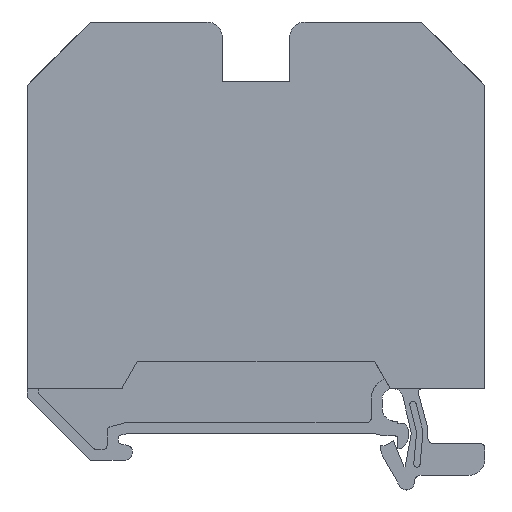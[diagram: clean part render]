
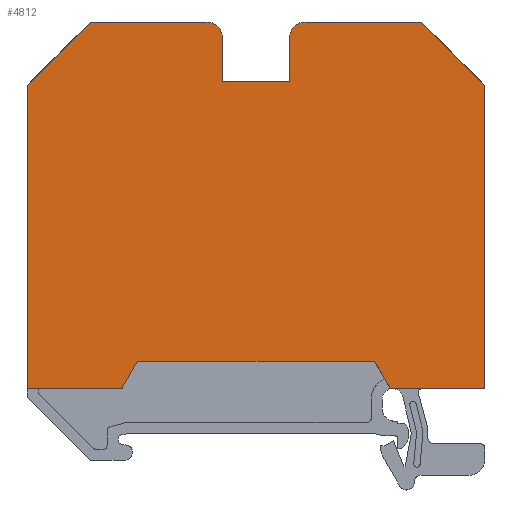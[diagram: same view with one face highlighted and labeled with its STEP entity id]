
A CAD part, left-side view. The second image highlights one B-rep face of the part: STEP entity #4812.
In plain terms, the highlighted planar face has unit normal (-1, 0, 0).
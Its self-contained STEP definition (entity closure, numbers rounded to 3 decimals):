
#3714=AXIS2_PLACEMENT_3D('Circle Axis2P3D',#3712,#3713,$) ;
#4043=AXIS2_PLACEMENT_3D('Circle Axis2P3D',#4041,#4042,$) ;
#4729=AXIS2_PLACEMENT_3D('Plane Axis2P3D',#4726,#4727,#4728) ;
#4745=AXIS2_PLACEMENT_3D('Circle Axis2P3D',#4743,#4744,$) ;
#4759=AXIS2_PLACEMENT_3D('Circle Axis2P3D',#4757,#4758,$) ;
#4773=AXIS2_PLACEMENT_3D('Circle Axis2P3D',#4771,#4772,$) ;
#4787=AXIS2_PLACEMENT_3D('Circle Axis2P3D',#4785,#4786,$) ;
#1896=CARTESIAN_POINT('Vertex',(0.,0.,12.85)) ;
#1899=CARTESIAN_POINT('Line Origine',(0.,5.932,12.85)) ;
#1903=CARTESIAN_POINT('Vertex',(0.,11.864,12.85)) ;
#2672=CARTESIAN_POINT('Vertex',(0.,0.,51.35)) ;
#2675=CARTESIAN_POINT('Line Origine',(0.,0.,32.1)) ;
#3058=CARTESIAN_POINT('Vertex',(0.,58.,12.85)) ;
#3061=CARTESIAN_POINT('Line Origine',(0.,58.,32.1)) ;
#3065=CARTESIAN_POINT('Vertex',(0.,58.,51.35)) ;
#3319=CARTESIAN_POINT('Line Origine',(0.,54.,55.35)) ;
#3323=CARTESIAN_POINT('Vertex',(0.,50.,59.35)) ;
#3661=CARTESIAN_POINT('Line Origine',(0.,42.625,59.35)) ;
#3665=CARTESIAN_POINT('Vertex',(0.,35.25,59.35)) ;
#3712=CARTESIAN_POINT('Axis2P3D Location',(0.,35.25,57.35)) ;
#3716=CARTESIAN_POINT('Vertex',(0.,33.25,57.35)) ;
#3745=CARTESIAN_POINT('Line Origine',(0.,33.25,54.6)) ;
#3749=CARTESIAN_POINT('Vertex',(0.,33.25,51.85)) ;
#3998=CARTESIAN_POINT('Vertex',(0.,24.75,51.85)) ;
#4001=CARTESIAN_POINT('Line Origine',(0.,24.75,54.6)) ;
#4005=CARTESIAN_POINT('Vertex',(0.,24.75,57.35)) ;
#4041=CARTESIAN_POINT('Axis2P3D Location',(0.,22.75,57.35)) ;
#4045=CARTESIAN_POINT('Vertex',(0.,22.75,59.35)) ;
#4069=CARTESIAN_POINT('Line Origine',(0.,15.375,59.35)) ;
#4073=CARTESIAN_POINT('Vertex',(0.,8.,59.35)) ;
#4139=CARTESIAN_POINT('Line Origine',(0.,4.,55.35)) ;
#4726=CARTESIAN_POINT('Axis2P3D Location',(0.,29.,6.85)) ;
#4731=CARTESIAN_POINT('Line Origine',(0.,29.,51.85)) ;
#4736=CARTESIAN_POINT('Line Origine',(0.,52.068,12.85)) ;
#4740=CARTESIAN_POINT('Vertex',(0.,46.136,12.85)) ;
#4743=CARTESIAN_POINT('Axis2P3D Location',(0.,46.136,13.05)) ;
#4747=CARTESIAN_POINT('Vertex',(0.,45.963,12.95)) ;
#4750=CARTESIAN_POINT('Line Origine',(0.,45.01,14.6)) ;
#4754=CARTESIAN_POINT('Vertex',(0.,44.058,16.25)) ;
#4757=CARTESIAN_POINT('Axis2P3D Location',(0.,43.885,16.15)) ;
#4761=CARTESIAN_POINT('Vertex',(0.,43.885,16.35)) ;
#4764=CARTESIAN_POINT('Line Origine',(0.,29.,16.35)) ;
#4768=CARTESIAN_POINT('Vertex',(0.,14.115,16.35)) ;
#4771=CARTESIAN_POINT('Axis2P3D Location',(0.,14.115,16.15)) ;
#4775=CARTESIAN_POINT('Vertex',(0.,13.942,16.25)) ;
#4778=CARTESIAN_POINT('Line Origine',(0.,12.99,14.6)) ;
#4782=CARTESIAN_POINT('Vertex',(0.,12.037,12.95)) ;
#4785=CARTESIAN_POINT('Axis2P3D Location',(0.,11.864,13.05)) ;
#1900=DIRECTION('Vector Direction',(0.,1.,0.)) ;
#2676=DIRECTION('Vector Direction',(0.,0.,1.)) ;
#3062=DIRECTION('Vector Direction',(0.,0.,1.)) ;
#3320=DIRECTION('Vector Direction',(0.,0.707,-0.707)) ;
#3662=DIRECTION('Vector Direction',(0.,1.,0.)) ;
#3713=DIRECTION('Axis2P3D Direction',(1.,0.,0.)) ;
#3746=DIRECTION('Vector Direction',(0.,0.,1.)) ;
#4002=DIRECTION('Vector Direction',(0.,0.,1.)) ;
#4042=DIRECTION('Axis2P3D Direction',(1.,0.,0.)) ;
#4070=DIRECTION('Vector Direction',(0.,1.,0.)) ;
#4140=DIRECTION('Vector Direction',(0.,0.707,0.707)) ;
#4727=DIRECTION('Axis2P3D Direction',(1.,0.,0.)) ;
#4728=DIRECTION('Axis2P3D XDirection',(0.,-1.,0.)) ;
#4732=DIRECTION('Vector Direction',(0.,1.,0.)) ;
#4737=DIRECTION('Vector Direction',(0.,1.,0.)) ;
#4744=DIRECTION('Axis2P3D Direction',(1.,0.,0.)) ;
#4751=DIRECTION('Vector Direction',(0.,0.5,-0.866)) ;
#4758=DIRECTION('Axis2P3D Direction',(1.,0.,0.)) ;
#4765=DIRECTION('Vector Direction',(0.,1.,0.)) ;
#4772=DIRECTION('Axis2P3D Direction',(1.,0.,0.)) ;
#4779=DIRECTION('Vector Direction',(0.,0.5,0.866)) ;
#4786=DIRECTION('Axis2P3D Direction',(1.,0.,0.)) ;
#1901=VECTOR('Line Direction',#1900,1.) ;
#2677=VECTOR('Line Direction',#2676,1.) ;
#3063=VECTOR('Line Direction',#3062,1.) ;
#3321=VECTOR('Line Direction',#3320,1.) ;
#3663=VECTOR('Line Direction',#3662,1.) ;
#3747=VECTOR('Line Direction',#3746,1.) ;
#4003=VECTOR('Line Direction',#4002,1.) ;
#4071=VECTOR('Line Direction',#4070,1.) ;
#4141=VECTOR('Line Direction',#4140,1.) ;
#4733=VECTOR('Line Direction',#4732,1.) ;
#4738=VECTOR('Line Direction',#4737,1.) ;
#4752=VECTOR('Line Direction',#4751,1.) ;
#4766=VECTOR('Line Direction',#4765,1.) ;
#4780=VECTOR('Line Direction',#4779,1.) ;
#4791=ORIENTED_EDGE('',*,*,#4143,.F.) ;
#4792=ORIENTED_EDGE('',*,*,#4075,.F.) ;
#4793=ORIENTED_EDGE('',*,*,#4047,.F.) ;
#4794=ORIENTED_EDGE('',*,*,#4007,.F.) ;
#4795=ORIENTED_EDGE('',*,*,#4735,.F.) ;
#4796=ORIENTED_EDGE('',*,*,#3751,.F.) ;
#4797=ORIENTED_EDGE('',*,*,#3718,.F.) ;
#4798=ORIENTED_EDGE('',*,*,#3667,.F.) ;
#4799=ORIENTED_EDGE('',*,*,#3325,.F.) ;
#4800=ORIENTED_EDGE('',*,*,#3067,.F.) ;
#4801=ORIENTED_EDGE('',*,*,#4742,.F.) ;
#4802=ORIENTED_EDGE('',*,*,#4749,.F.) ;
#4803=ORIENTED_EDGE('',*,*,#4756,.F.) ;
#4804=ORIENTED_EDGE('',*,*,#4763,.F.) ;
#4805=ORIENTED_EDGE('',*,*,#4770,.F.) ;
#4806=ORIENTED_EDGE('',*,*,#4777,.F.) ;
#4807=ORIENTED_EDGE('',*,*,#4784,.F.) ;
#4808=ORIENTED_EDGE('',*,*,#4789,.F.) ;
#4809=ORIENTED_EDGE('',*,*,#1905,.F.) ;
#4810=ORIENTED_EDGE('',*,*,#2679,.F.) ;
#4812=ADVANCED_FACE('KLTR SAK35/35.1\\Hauptk\X2\00F6\X0\rper',(#4811),#4730,.F.) ;
#3715=CIRCLE('generated circle',#3714,2.) ;
#4044=CIRCLE('generated circle',#4043,2.) ;
#4746=CIRCLE('generated circle',#4745,0.2) ;
#4760=CIRCLE('generated circle',#4759,0.2) ;
#4774=CIRCLE('generated circle',#4773,0.2) ;
#4788=CIRCLE('generated circle',#4787,0.2) ;
#1905=EDGE_CURVE('',#1897,#1904,#1902,.T.) ;
#2679=EDGE_CURVE('',#2673,#1897,#2678,.F.) ;
#3067=EDGE_CURVE('',#3059,#3066,#3064,.T.) ;
#3325=EDGE_CURVE('',#3066,#3324,#3322,.F.) ;
#3667=EDGE_CURVE('',#3324,#3666,#3664,.F.) ;
#3718=EDGE_CURVE('',#3666,#3717,#3715,.T.) ;
#3751=EDGE_CURVE('',#3717,#3750,#3748,.F.) ;
#4007=EDGE_CURVE('',#3999,#4006,#4004,.T.) ;
#4047=EDGE_CURVE('',#4006,#4046,#4044,.T.) ;
#4075=EDGE_CURVE('',#4046,#4074,#4072,.F.) ;
#4143=EDGE_CURVE('',#4074,#2673,#4142,.F.) ;
#4735=EDGE_CURVE('',#3750,#3999,#4734,.F.) ;
#4742=EDGE_CURVE('',#4741,#3059,#4739,.T.) ;
#4749=EDGE_CURVE('',#4748,#4741,#4746,.T.) ;
#4756=EDGE_CURVE('',#4755,#4748,#4753,.T.) ;
#4763=EDGE_CURVE('',#4762,#4755,#4760,.F.) ;
#4770=EDGE_CURVE('',#4769,#4762,#4767,.T.) ;
#4777=EDGE_CURVE('',#4776,#4769,#4774,.F.) ;
#4784=EDGE_CURVE('',#4783,#4776,#4781,.T.) ;
#4789=EDGE_CURVE('',#1904,#4783,#4788,.T.) ;
#4790=EDGE_LOOP('',(#4791,#4792,#4793,#4794,#4795,#4796,#4797,#4798,#4799,#4800,#4801,#4802,#4803,#4804,#4805,#4806,#4807,#4808,#4809,#4810)) ;
#4811=FACE_OUTER_BOUND('',#4790,.T.) ;
#1902=LINE('Line',#1899,#1901) ;
#2678=LINE('Line',#2675,#2677) ;
#3064=LINE('Line',#3061,#3063) ;
#3322=LINE('Line',#3319,#3321) ;
#3664=LINE('Line',#3661,#3663) ;
#3748=LINE('Line',#3745,#3747) ;
#4004=LINE('Line',#4001,#4003) ;
#4072=LINE('Line',#4069,#4071) ;
#4142=LINE('Line',#4139,#4141) ;
#4734=LINE('Line',#4731,#4733) ;
#4739=LINE('Line',#4736,#4738) ;
#4753=LINE('Line',#4750,#4752) ;
#4767=LINE('Line',#4764,#4766) ;
#4781=LINE('Line',#4778,#4780) ;
#4730=PLANE('',#4729) ;
#1897=VERTEX_POINT('',#1896) ;
#1904=VERTEX_POINT('',#1903) ;
#2673=VERTEX_POINT('',#2672) ;
#3059=VERTEX_POINT('',#3058) ;
#3066=VERTEX_POINT('',#3065) ;
#3324=VERTEX_POINT('',#3323) ;
#3666=VERTEX_POINT('',#3665) ;
#3717=VERTEX_POINT('',#3716) ;
#3750=VERTEX_POINT('',#3749) ;
#3999=VERTEX_POINT('',#3998) ;
#4006=VERTEX_POINT('',#4005) ;
#4046=VERTEX_POINT('',#4045) ;
#4074=VERTEX_POINT('',#4073) ;
#4741=VERTEX_POINT('',#4740) ;
#4748=VERTEX_POINT('',#4747) ;
#4755=VERTEX_POINT('',#4754) ;
#4762=VERTEX_POINT('',#4761) ;
#4769=VERTEX_POINT('',#4768) ;
#4776=VERTEX_POINT('',#4775) ;
#4783=VERTEX_POINT('',#4782) ;
